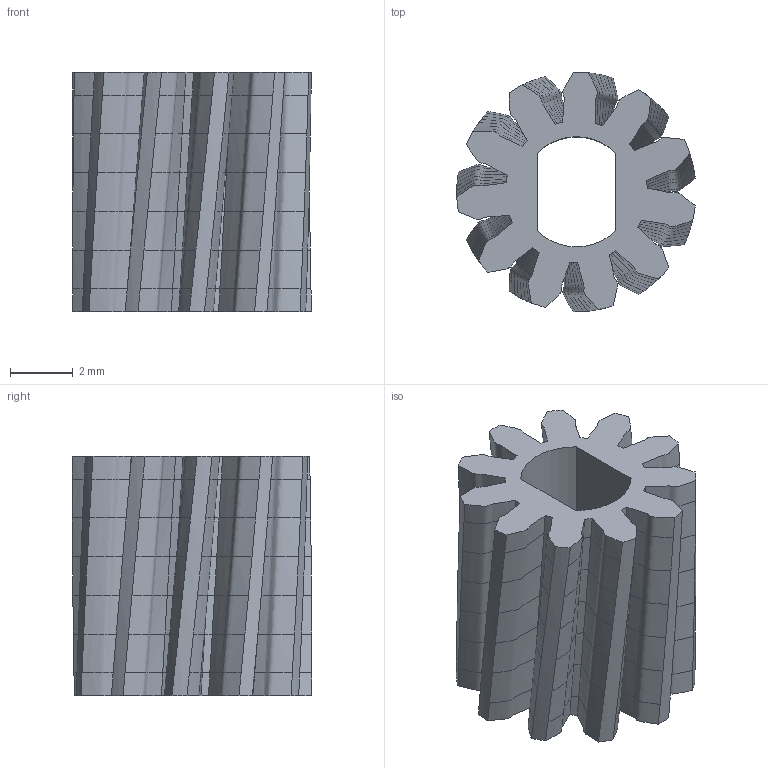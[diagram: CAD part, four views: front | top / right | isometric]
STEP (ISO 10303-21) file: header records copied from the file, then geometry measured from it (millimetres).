
FILE_DESCRIPTION(('Open CASCADE Model'),'2;1');
FILE_NAME('Open CASCADE Shape Model','2026-02-09T11:21:14',('Author'),( 'Open CASCADE'),'Open CASCADE STEP processor 7.8','build123d', 'Unknown');
FILE_SCHEMA(('AUTOMOTIVE_DESIGN { 1 0 10303 214 1 1 1 1 }'));
Length unit declared in the file: millimetre
Products named in the file (1): SOLID
Bounding box: 7.57 x 7.6 x 7.6 mm (x, y, z)
Volume: 186.8 mm3; surface area: 470 mm2
Topology: 1 solids, 1 shells, 248 faces, 606 edges, 360 vertices
Faces by surface type: bspline 231, cylinder 13, plane 4
Entity records: 40648 total; most frequent: CARTESIAN_POINT 30788, ORIENTED_EDGE 1212, PCURVE 1212, DEFINITIONAL_REPRESENTATION 1212, B_SPLINE_CURVE_WITH_KNOTS 946, DIRECTION 934, LINE 820, VECTOR 820
